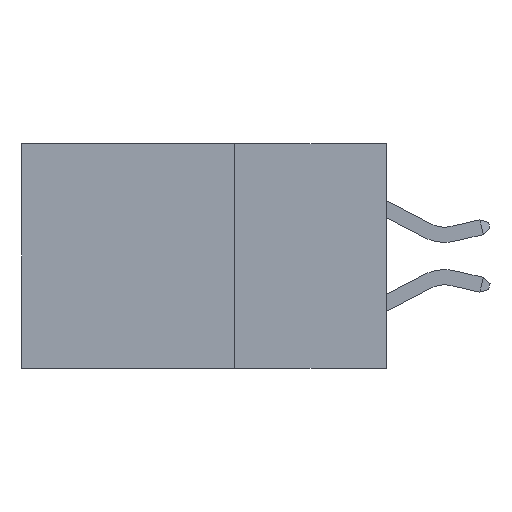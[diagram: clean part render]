
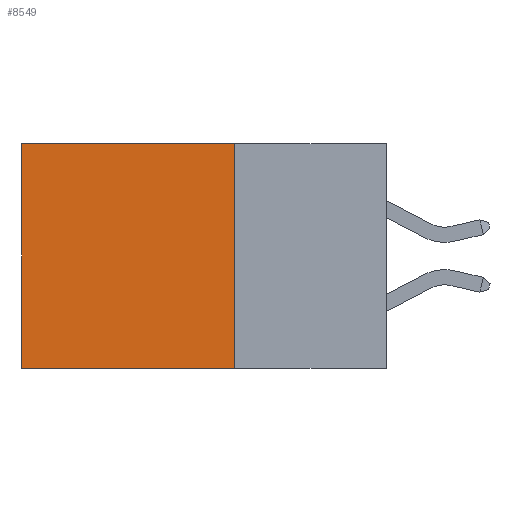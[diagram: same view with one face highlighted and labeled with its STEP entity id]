
A CAD part, left-side view. The second image highlights one B-rep face of the part: STEP entity #8549.
In plain terms, the highlighted planar face has unit normal (-1, 0, 0).
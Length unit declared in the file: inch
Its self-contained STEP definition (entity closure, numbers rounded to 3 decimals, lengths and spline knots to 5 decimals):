
#548 = ORIENTED_EDGE ( 'NONE', *, *, #17861, .T. ) ;
#1842 = DIRECTION ( 'NONE',  ( 0., 0., -1. ) ) ;
#2232 = EDGE_LOOP ( 'NONE', ( #33304, #26628, #2787, #548 ) ) ;
#2559 = CARTESIAN_POINT ( 'NONE',  ( 0.298, 0.25, 0. ) ) ;
#2787 = ORIENTED_EDGE ( 'NONE', *, *, #13034, .F. ) ;
#4235 = VERTEX_POINT ( 'NONE', #5966 ) ;
#5628 = DIRECTION ( 'NONE',  ( 0., 0., -1. ) ) ;
#5966 = CARTESIAN_POINT ( 'NONE',  ( 0.298, 0.6, -0.37 ) ) ;
#7031 = CARTESIAN_POINT ( 'NONE',  ( 0.298, 0.25, 0. ) ) ;
#7522 = VECTOR ( 'NONE', #17488, 39.37008 ) ;
#8549 = ADVANCED_FACE ( 'NONE', ( #13143 ), #24841, .F. ) ;
#8664 = CARTESIAN_POINT ( 'NONE',  ( 0.298, 0.25, -0.37 ) ) ;
#9252 = LINE ( 'NONE', #7031, #21348 ) ;
#11982 = DIRECTION ( 'NONE',  ( 1., 0., 0. ) ) ;
#12334 = AXIS2_PLACEMENT_3D ( 'NONE', #17051, #11982, #30019 ) ;
#13034 = EDGE_CURVE ( 'NONE', #19124, #31580, #9252, .T. ) ;
#13143 = FACE_OUTER_BOUND ( 'NONE', #2232, .T. ) ;
#13372 = CARTESIAN_POINT ( 'NONE',  ( 0.298, 0.6, 0. ) ) ;
#14903 = CARTESIAN_POINT ( 'NONE',  ( 0.298, 0.25, -0.37 ) ) ;
#14996 = VECTOR ( 'NONE', #5628, 39.37008 ) ;
#16618 = LINE ( 'NONE', #13372, #14996 ) ;
#17051 = CARTESIAN_POINT ( 'NONE',  ( 0.298, 0.25, 0. ) ) ;
#17488 = DIRECTION ( 'NONE',  ( 0., 1., 0. ) ) ;
#17503 = EDGE_CURVE ( 'NONE', #23129, #4235, #16618, .T. ) ;
#17861 = EDGE_CURVE ( 'NONE', #19124, #23129, #25079, .T. ) ;
#19124 = VERTEX_POINT ( 'NONE', #2559 ) ;
#21348 = VECTOR ( 'NONE', #1842, 39.37008 ) ;
#22379 = CARTESIAN_POINT ( 'NONE',  ( 0.298, 0.25, 0. ) ) ;
#23129 = VERTEX_POINT ( 'NONE', #24300 ) ;
#24292 = VECTOR ( 'NONE', #24965, 39.37008 ) ;
#24300 = CARTESIAN_POINT ( 'NONE',  ( 0.298, 0.6, 0. ) ) ;
#24841 = PLANE ( 'NONE',  #12334 ) ;
#24965 = DIRECTION ( 'NONE',  ( 0., 1., 0. ) ) ;
#25039 = EDGE_CURVE ( 'NONE', #31580, #4235, #28047, .T. ) ;
#25079 = LINE ( 'NONE', #22379, #24292 ) ;
#26628 = ORIENTED_EDGE ( 'NONE', *, *, #25039, .F. ) ;
#28047 = LINE ( 'NONE', #14903, #7522 ) ;
#30019 = DIRECTION ( 'NONE',  ( 0., 0., -1. ) ) ;
#31580 = VERTEX_POINT ( 'NONE', #8664 ) ;
#33304 = ORIENTED_EDGE ( 'NONE', *, *, #17503, .T. ) ;
